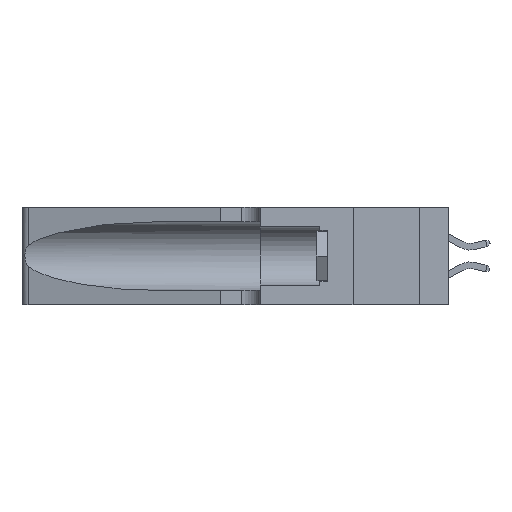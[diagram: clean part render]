
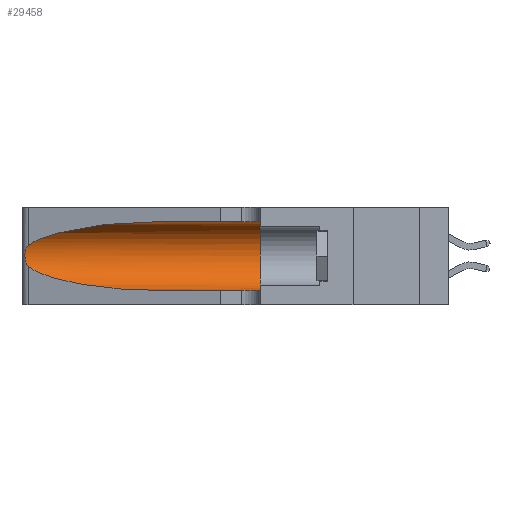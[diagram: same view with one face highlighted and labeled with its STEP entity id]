
A CAD part, left-side view. The second image highlights one B-rep face of the part: STEP entity #29458.
In plain terms, the highlighted cylindrical face has radius 3.308 mm (diameter 6.617 mm), a partial arc.
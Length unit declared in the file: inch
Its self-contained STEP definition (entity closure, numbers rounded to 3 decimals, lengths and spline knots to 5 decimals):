
#1090 = CARTESIAN_POINT ( 'NONE',  ( 0.2373, 1.15595, 0.08982 ) ) ;
#1887 = DIRECTION ( 'NONE',  ( 0., 0., 1. ) ) ;
#2276 = CARTESIAN_POINT ( 'NONE',  ( 0.25639, 1.23184, 0.21858 ) ) ;
#2662 = ORIENTED_EDGE ( 'NONE', *, *, #3048, .F. ) ;
#3048 = EDGE_CURVE ( 'NONE', #11356, #10628, #22557, .T. ) ;
#3627 = B_SPLINE_CURVE_WITH_KNOTS ( 'NONE', 3,
 ( #16915, #19743, #2276, #11238, #7890, #23089, #37671, #14073, #11105, #37406, #32024, #25968, #8014, #22556 ),
 .UNSPECIFIED., .F., .F.,
 ( 4, 2, 2, 2, 2, 2, 4 ),
 ( 0., 0.00027, 0.00053, 0.00107, 0.0016, 0.00187, 0.00214 ),
 .UNSPECIFIED. ) ;
#4582 = CARTESIAN_POINT ( 'NONE',  ( 0.25487, 1.22718, 0.22369 ) ) ;
#4728 = DIRECTION ( 'NONE',  ( 0., 1., 0. ) ) ;
#5199 = VERTEX_POINT ( 'NONE', #18043 ) ;
#5698 = LINE ( 'NONE', #25431, #19454 ) ;
#6261 = VERTEX_POINT ( 'NONE', #8447 ) ;
#6907 = EDGE_LOOP ( 'NONE', ( #13216, #33231, #26766, #31954, #2662, #8466 ) ) ;
#7693 = EDGE_CURVE ( 'NONE', #6261, #11356, #14882, .T. ) ;
#7890 = CARTESIAN_POINT ( 'NONE',  ( 0.25854, 1.2359, 0.20912 ) ) ;
#7955 = VECTOR ( 'NONE', #13259, 39.37008 ) ;
#8014 = CARTESIAN_POINT ( 'NONE',  ( 0.25555, 1.22993, 0.14849 ) ) ;
#8085 = EDGE_CURVE ( 'NONE', #6261, #25046, #25858, .T. ) ;
#8127 = EDGE_CURVE ( 'NONE', #5199, #10628, #5698, .T. ) ;
#8447 = CARTESIAN_POINT ( 'NONE',  ( 0.1305, 0.72297, 0.31525 ) ) ;
#8466 = ORIENTED_EDGE ( 'NONE', *, *, #7693, .F. ) ;
#9610 = CARTESIAN_POINT ( 'NONE',  ( 0.25487, 1.22718, 0.14631 ) ) ;
#9931 = DIRECTION ( 'NONE',  ( 0., 0., -1. ) ) ;
#10558 = CARTESIAN_POINT ( 'NONE',  ( 0.18966, 0.96281, 0.05475 ) ) ;
#10628 = VERTEX_POINT ( 'NONE', #29494 ) ;
#11105 = CARTESIAN_POINT ( 'NONE',  ( 0.26017, 1.23833, 0.17102 ) ) ;
#11238 = CARTESIAN_POINT ( 'NONE',  ( 0.25787, 1.23484, 0.2124 ) ) ;
#11356 = VERTEX_POINT ( 'NONE', #17142 ) ;
#13216 = ORIENTED_EDGE ( 'NONE', *, *, #8085, .T. ) ;
#13259 = DIRECTION ( 'NONE',  ( 0., -1., 0. ) ) ;
#13294 = CARTESIAN_POINT ( 'NONE',  ( 0.25487, 1.22718, 0.22369 ) ) ;
#13861 = AXIS2_PLACEMENT_3D ( 'NONE', #37416, #4728, #1887 ) ;
#14073 = CARTESIAN_POINT ( 'NONE',  ( 0.26075, 1.23896, 0.178 ) ) ;
#14882 = LINE ( 'NONE', #27444, #7955 ) ;
#16139 = CARTESIAN_POINT ( 'NONE',  ( 0.1305, 0.72297, 0.31525 ) ) ;
#16915 = CARTESIAN_POINT ( 'NONE',  ( 0.25487, 1.22718, 0.22369 ) ) ;
#17142 = CARTESIAN_POINT ( 'NONE',  ( 0.1305, 0.35, 0.31525 ) ) ;
#18043 = CARTESIAN_POINT ( 'NONE',  ( 0.1305, 0.72297, 0.05475 ) ) ;
#18714 = DIRECTION ( 'NONE',  ( 0., -1., 0. ) ) ;
#18981 = CARTESIAN_POINT ( 'NONE',  ( 0.2373, 1.15595, 0.28018 ) ) ;
#19454 = VECTOR ( 'NONE', #26471, 39.37008 ) ;
#19499 = CYLINDRICAL_SURFACE ( 'NONE', #29214, 0.13025 ) ;
#19743 = CARTESIAN_POINT ( 'NONE',  ( 0.25555, 1.22994, 0.2215 ) ) ;
#20883 = FACE_OUTER_BOUND ( 'NONE', #6907, .T. ) ;
#21519 = CARTESIAN_POINT ( 'NONE',  ( 0.1305, 1.61858, 0.185 ) ) ;
#22556 = CARTESIAN_POINT ( 'NONE',  ( 0.25487, 1.22718, 0.14631 ) ) ;
#22557 = CIRCLE ( 'NONE', #13861, 0.13025 ) ;
#23089 = CARTESIAN_POINT ( 'NONE',  ( 0.26018, 1.23835, 0.19895 ) ) ;
#25046 = VERTEX_POINT ( 'NONE', #13294 ) ;
#25431 = CARTESIAN_POINT ( 'NONE',  ( 0.1305, 1.61858, 0.05475 ) ) ;
#25500 = VERTEX_POINT ( 'NONE', #9610 ) ;
#25858 =( BOUNDED_CURVE ( )  B_SPLINE_CURVE ( 3, ( #16139, #36647, #18981, #4582 ),
 .UNSPECIFIED., .F., .T. ) 
 B_SPLINE_CURVE_WITH_KNOTS ( ( 4, 4 ),
 ( 1.5708, 2.84003 ),
 .UNSPECIFIED. ) 
 CURVE ( )  GEOMETRIC_REPRESENTATION_ITEM ( )  RATIONAL_B_SPLINE_CURVE ( ( 1., 0.87, 0.87, 1. ) ) 
 REPRESENTATION_ITEM ( '' )  );
#25968 = CARTESIAN_POINT ( 'NONE',  ( 0.25639, 1.23186, 0.15144 ) ) ;
#26471 = DIRECTION ( 'NONE',  ( 0., -1., 0. ) ) ;
#26766 = ORIENTED_EDGE ( 'NONE', *, *, #27594, .T. ) ;
#27444 = CARTESIAN_POINT ( 'NONE',  ( 0.1305, 1.61858, 0.31525 ) ) ;
#27594 = EDGE_CURVE ( 'NONE', #25500, #5199, #37387, .T. ) ;
#29214 = AXIS2_PLACEMENT_3D ( 'NONE', #21519, #18714, #9931 ) ;
#29458 = ADVANCED_FACE ( 'NONE', ( #20883 ), #19499, .F. ) ;
#29494 = CARTESIAN_POINT ( 'NONE',  ( 0.1305, 0.35, 0.05475 ) ) ;
#30956 = CARTESIAN_POINT ( 'NONE',  ( 0.1305, 0.72297, 0.05475 ) ) ;
#31954 = ORIENTED_EDGE ( 'NONE', *, *, #8127, .T. ) ;
#32024 = CARTESIAN_POINT ( 'NONE',  ( 0.25789, 1.23486, 0.15765 ) ) ;
#33069 = EDGE_CURVE ( 'NONE', #25046, #25500, #3627, .T. ) ;
#33231 = ORIENTED_EDGE ( 'NONE', *, *, #33069, .T. ) ;
#36364 = CARTESIAN_POINT ( 'NONE',  ( 0.25487, 1.22718, 0.14631 ) ) ;
#36647 = CARTESIAN_POINT ( 'NONE',  ( 0.18966, 0.96281, 0.31525 ) ) ;
#37387 =( BOUNDED_CURVE ( )  B_SPLINE_CURVE ( 3, ( #36364, #1090, #10558, #30956 ),
 .UNSPECIFIED., .F., .T. ) 
 B_SPLINE_CURVE_WITH_KNOTS ( ( 4, 4 ),
 ( 3.44316, 4.71239 ),
 .UNSPECIFIED. ) 
 CURVE ( )  GEOMETRIC_REPRESENTATION_ITEM ( )  RATIONAL_B_SPLINE_CURVE ( ( 1., 0.87, 0.87, 1. ) ) 
 REPRESENTATION_ITEM ( '' )  );
#37406 = CARTESIAN_POINT ( 'NONE',  ( 0.25856, 1.23593, 0.16098 ) ) ;
#37416 = CARTESIAN_POINT ( 'NONE',  ( 0.1305, 0.35, 0.185 ) ) ;
#37671 = CARTESIAN_POINT ( 'NONE',  ( 0.26075, 1.23896, 0.19203 ) ) ;
